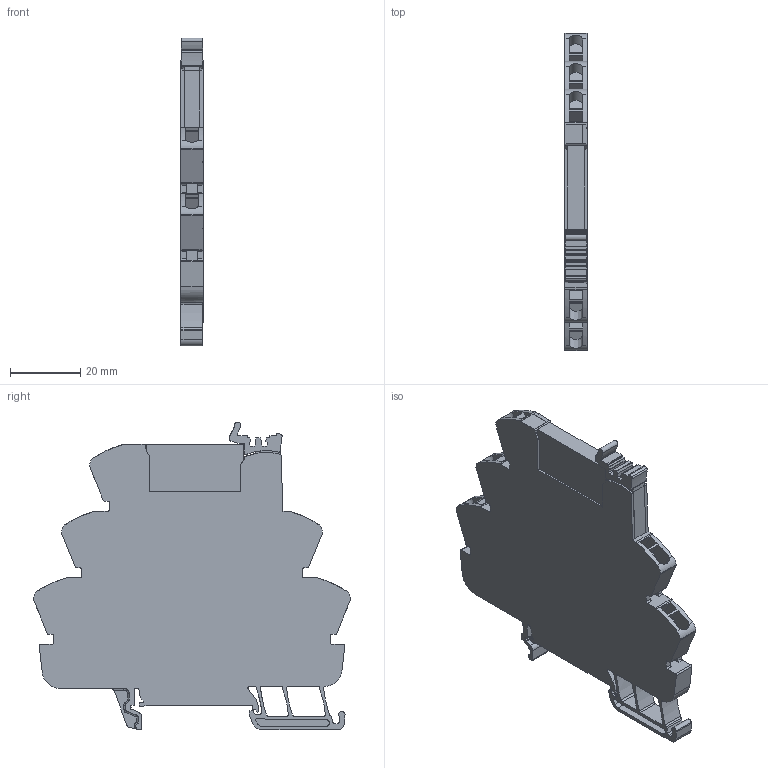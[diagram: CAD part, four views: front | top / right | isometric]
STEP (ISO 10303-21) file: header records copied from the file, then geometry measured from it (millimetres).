
FILE_DESCRIPTION(('CATIA V5 STEP Exchange','CAx-IF Rec.Pracs.--- Model Styling and Organization---1.5--- 2016-08-15','CAx-IF Rec.Pracs.---Supplemental Geometry---1.0---2011-11-01','CAx-IF Rec.Pracs.--- Composite Materials ---1.1---2010-07-15'),'2;1');
FILE_NAME ('6214743_7', '2025-09-23T06:43:28+00:00', ('none'), ('Weidmueller'), 'CATIA Version 5-6 Release 2024 SP4', 'CATIA V5 STEP AP214 v3', 'none');
FILE_SCHEMA(('AUTOMOTIVE_DESIGN { 1 0 10303 214 1 1 1 1 }'));
Length unit declared in the file: millimetre
Products named in the file (1): 1127510000
Bounding box: 6.3 x 90.51 x 87.83 mm (x, y, z)
Volume: 31537 mm3; surface area: 17120.8 mm2
Topology: 8 solids, 13 shells, 723 faces, 2242 edges, 1545 vertices
Faces by surface type: plane 400, cylinder 301, torus 10, sphere 8, bspline 2, extrusion 2
Entity records: 24227 total; most frequent: CARTESIAN_POINT 4789, ORIENTED_EDGE 4464, DIRECTION 3337, EDGE_CURVE 2232, VERTEX_POINT 1545, VECTOR 1530, LINE 1528, AXIS2_PLACEMENT_3D 1231
